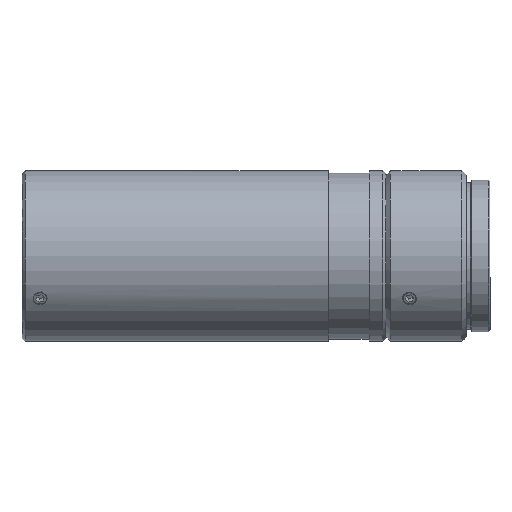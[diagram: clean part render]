
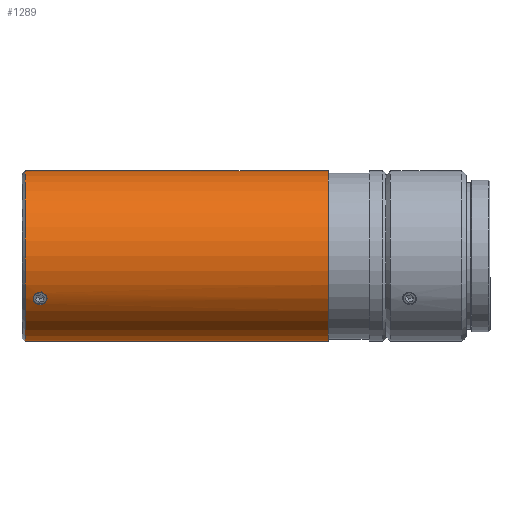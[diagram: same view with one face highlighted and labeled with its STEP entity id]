
A CAD part, top view. The second image highlights one B-rep face of the part: STEP entity #1289.
In plain terms, the highlighted cylindrical face has radius 14.287 mm (diameter 28.575 mm), a partial arc.
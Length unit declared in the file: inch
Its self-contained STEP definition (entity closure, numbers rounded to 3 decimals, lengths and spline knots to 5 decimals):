
#714=CARTESIAN_POINT('',(0.0765,0.5625,0.0));
#715=VERTEX_POINT('',#714);
#723=CARTESIAN_POINT('',(0.1615,0.5625,0.0));
#724=VERTEX_POINT('',#723);
#850=CARTESIAN_POINT('',(0.0765,-0.28125,0.48714));
#851=VERTEX_POINT('',#850);
#881=CARTESIAN_POINT('',(0.1615,-0.28125,0.48714));
#882=VERTEX_POINT('',#881);
#889=CARTESIAN_POINT('',(0.0765,-0.28125,0.48714));
#890=CARTESIAN_POINT('',(0.0765,-0.27663,0.48981));
#891=CARTESIAN_POINT('',(0.07757,-0.27165,0.49258));
#892=CARTESIAN_POINT('',(0.08191,-0.26244,0.49756));
#893=CARTESIAN_POINT('',(0.08518,-0.25819,0.49976));
#894=CARTESIAN_POINT('',(0.09272,-0.25145,0.50318));
#895=CARTESIAN_POINT('',(0.0975,-0.24851,0.50463));
#896=CARTESIAN_POINT('',(0.10797,-0.24461,0.50654));
#897=CARTESIAN_POINT('',(0.11366,-0.24364,0.507));
#898=CARTESIAN_POINT('',(0.12434,-0.24364,0.507));
#899=CARTESIAN_POINT('',(0.13003,-0.24461,0.50654));
#900=CARTESIAN_POINT('',(0.1405,-0.24851,0.50463));
#901=CARTESIAN_POINT('',(0.14528,-0.25145,0.50318));
#902=CARTESIAN_POINT('',(0.15282,-0.25819,0.49976));
#903=CARTESIAN_POINT('',(0.15609,-0.26244,0.49756));
#904=CARTESIAN_POINT('',(0.16043,-0.27165,0.49258));
#905=CARTESIAN_POINT('',(0.1615,-0.27663,0.48981));
#906=CARTESIAN_POINT('',(0.1615,-0.28125,0.48714));
#907=B_SPLINE_CURVE_WITH_KNOTS('',3,(#889,#890,#891,#892,#893,#894,#895,#896,#897,#898,#899,#900,#901,#902,#903,#904,#905,#906),.UNSPECIFIED.,.F.,.U.,(4,2,2,2,2,2,2,2,4),(0.16272,0.2034,0.24408,0.28476,0.32544,0.36612,0.4068,0.44748,0.48816),.UNSPECIFIED.);
#908=EDGE_CURVE('',#851,#882,#907,.T.);
#1195=CARTESIAN_POINT('',(1.01,0.0,0.0));
#1196=DIRECTION('',(1.0,0.0,0.0));
#1197=DIRECTION('',(0.0,1.0,0.0));
#1198=AXIS2_PLACEMENT_3D('',#1195,#1196,#1197);
#1199=CYLINDRICAL_SURFACE('',#1198,0.5625);
#1200=CARTESIAN_POINT('',(0.02,0.5625,0.));
#1201=VERTEX_POINT('',#1200);
#1202=CARTESIAN_POINT('',(0.02,0.5625,0.));
#1203=DIRECTION('',(1.0,0.0,0.0));
#1204=VECTOR('',#1203,0.0565);
#1205=LINE('',#1202,#1204);
#1206=EDGE_CURVE('',#1201,#715,#1205,.T.);
#1207=ORIENTED_EDGE('',*,*,#1206,.F.);
#1208=CARTESIAN_POINT('',(0.02,-0.5625,0.));
#1209=VERTEX_POINT('',#1208);
#1210=CARTESIAN_POINT('',(0.02,0.0,0.0));
#1211=DIRECTION('',(-1.0,0.0,0.0));
#1212=DIRECTION('',(0.0,-1.0,0.0));
#1213=AXIS2_PLACEMENT_3D('',#1210,#1211,#1212);
#1214=CIRCLE('',#1213,0.5625);
#1215=EDGE_CURVE('',#1209,#1201,#1214,.T.);
#1216=ORIENTED_EDGE('',*,*,#1215,.F.);
#1217=CARTESIAN_POINT('',(2.02,-0.5625,0.));
#1218=VERTEX_POINT('',#1217);
#1219=CARTESIAN_POINT('',(2.02,-0.5625,0.));
#1220=DIRECTION('',(-1.0,0.0,0.0));
#1221=VECTOR('',#1220,2.);
#1222=LINE('',#1219,#1221);
#1223=EDGE_CURVE('',#1218,#1209,#1222,.T.);
#1224=ORIENTED_EDGE('',*,*,#1223,.F.);
#1225=CARTESIAN_POINT('',(2.02,0.5625,0.0));
#1226=VERTEX_POINT('',#1225);
#1227=CARTESIAN_POINT('',(2.02,0.0,0.0));
#1228=DIRECTION('',(1.0,0.0,0.0));
#1229=DIRECTION('',(0.0,1.0,0.0));
#1230=AXIS2_PLACEMENT_3D('',#1227,#1228,#1229);
#1231=CIRCLE('',#1230,0.5625);
#1232=EDGE_CURVE('',#1226,#1218,#1231,.T.);
#1233=ORIENTED_EDGE('',*,*,#1232,.F.);
#1234=CARTESIAN_POINT('',(0.1615,0.5625,0.0));
#1235=DIRECTION('',(1.0,0.0,0.0));
#1236=VECTOR('',#1235,1.8585);
#1237=LINE('',#1234,#1236);
#1238=EDGE_CURVE('',#724,#1226,#1237,.T.);
#1239=ORIENTED_EDGE('',*,*,#1238,.F.);
#1240=CARTESIAN_POINT('',(0.1615,0.5625,0.0));
#1241=CARTESIAN_POINT('',(0.1615,0.5625,0.00534));
#1242=CARTESIAN_POINT('',(0.16043,0.56242,0.01103));
#1243=CARTESIAN_POINT('',(0.15609,0.56211,0.0215));
#1244=CARTESIAN_POINT('',(0.15282,0.5619,0.02628));
#1245=CARTESIAN_POINT('',(0.14528,0.56149,0.03382));
#1246=CARTESIAN_POINT('',(0.1405,0.56128,0.03709));
#1247=CARTESIAN_POINT('',(0.13003,0.56098,0.04143));
#1248=CARTESIAN_POINT('',(0.12434,0.56089,0.0425));
#1249=CARTESIAN_POINT('',(0.119,0.56089,0.0425));
#1250=CARTESIAN_POINT('',(0.11366,0.56089,0.0425));
#1251=CARTESIAN_POINT('',(0.10797,0.56098,0.04143));
#1252=CARTESIAN_POINT('',(0.0975,0.56128,0.03709));
#1253=CARTESIAN_POINT('',(0.09272,0.56149,0.03382));
#1254=CARTESIAN_POINT('',(0.08518,0.5619,0.02628));
#1255=CARTESIAN_POINT('',(0.08191,0.56211,0.0215));
#1256=CARTESIAN_POINT('',(0.07757,0.56242,0.01103));
#1257=CARTESIAN_POINT('',(0.0765,0.5625,0.00534));
#1258=CARTESIAN_POINT('',(0.0765,0.5625,0.0));
#1259=B_SPLINE_CURVE_WITH_KNOTS('',3,(#1240,#1241,#1242,#1243,#1244,#1245,#1246,#1247,#1248,#1249,#1250,#1251,#1252,#1253,#1254,#1255,#1256,#1257,#1258),.UNSPECIFIED.,.F.,.U.,(4,2,2,2,3,2,2,2,4),(0.48816,0.52884,0.56952,0.6102,0.65088,0.69156,0.73224,0.77292,0.8136),.UNSPECIFIED.);
#1260=EDGE_CURVE('',#724,#715,#1259,.T.);
#1261=ORIENTED_EDGE('',*,*,#1260,.T.);
#1262=EDGE_LOOP('',(#1207,#1216,#1224,#1233,#1239,#1261));
#1263=FACE_OUTER_BOUND('',#1262,.T.);
#1264=ORIENTED_EDGE('',*,*,#908,.T.);
#1265=CARTESIAN_POINT('',(0.1615,-0.28125,0.48714));
#1266=CARTESIAN_POINT('',(0.1615,-0.28587,0.48447));
#1267=CARTESIAN_POINT('',(0.16043,-0.29076,0.48155));
#1268=CARTESIAN_POINT('',(0.15609,-0.29968,0.47605));
#1269=CARTESIAN_POINT('',(0.15282,-0.30371,0.47348));
#1270=CARTESIAN_POINT('',(0.14528,-0.31004,0.46936));
#1271=CARTESIAN_POINT('',(0.1405,-0.31276,0.46754));
#1272=CARTESIAN_POINT('',(0.13003,-0.31637,0.4651));
#1273=CARTESIAN_POINT('',(0.12434,-0.31725,0.4645));
#1274=CARTESIAN_POINT('',(0.119,-0.31725,0.4645));
#1275=CARTESIAN_POINT('',(0.11366,-0.31725,0.4645));
#1276=CARTESIAN_POINT('',(0.10797,-0.31637,0.4651));
#1277=CARTESIAN_POINT('',(0.0975,-0.31276,0.46754));
#1278=CARTESIAN_POINT('',(0.09272,-0.31004,0.46936));
#1279=CARTESIAN_POINT('',(0.08518,-0.30371,0.47348));
#1280=CARTESIAN_POINT('',(0.08191,-0.29968,0.47605));
#1281=CARTESIAN_POINT('',(0.07757,-0.29076,0.48155));
#1282=CARTESIAN_POINT('',(0.0765,-0.28587,0.48447));
#1283=CARTESIAN_POINT('',(0.0765,-0.28125,0.48714));
#1284=B_SPLINE_CURVE_WITH_KNOTS('',3,(#1265,#1266,#1267,#1268,#1269,#1270,#1271,#1272,#1273,#1274,#1275,#1276,#1277,#1278,#1279,#1280,#1281,#1282,#1283),.UNSPECIFIED.,.F.,.U.,(4,2,2,2,3,2,2,2,4),(0.48816,0.52884,0.56952,0.6102,0.65088,0.69156,0.73224,0.77292,0.8136),.UNSPECIFIED.);
#1285=EDGE_CURVE('',#882,#851,#1284,.T.);
#1286=ORIENTED_EDGE('',*,*,#1285,.T.);
#1287=EDGE_LOOP('',(#1264,#1286));
#1288=FACE_BOUND('',#1287,.T.);
#1289=ADVANCED_FACE('',(#1263,#1288),#1199,.T.);
